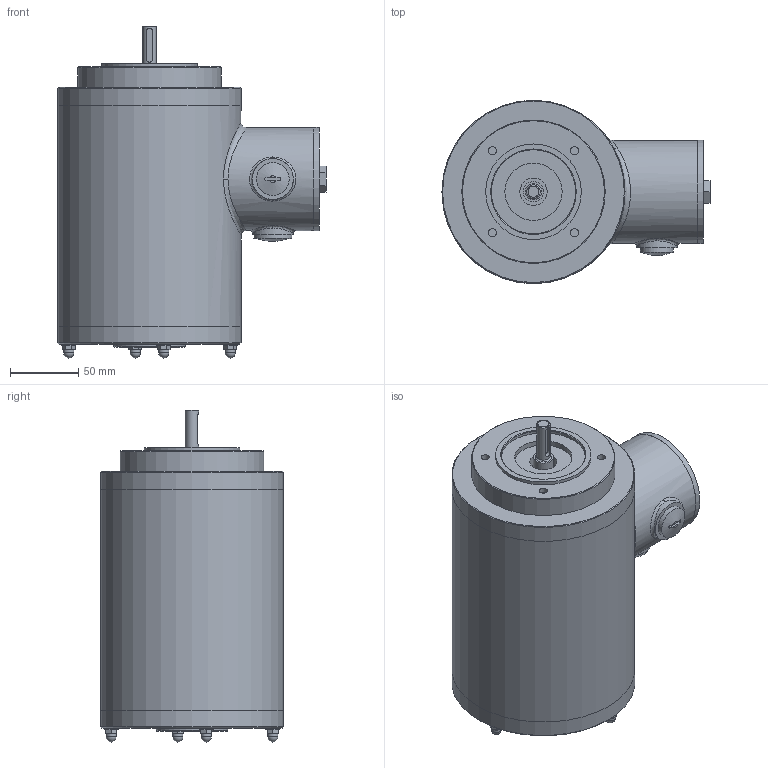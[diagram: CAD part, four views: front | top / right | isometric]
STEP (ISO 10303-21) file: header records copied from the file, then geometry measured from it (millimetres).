
FILE_DESCRIPTION(('Bauteilbeschreibung','HiCAD-Model','HiCAD-STEP-TRANSLATION','Bauteilbeschreibung'),'2;1');
FILE_NAME('TENV 71-2B IMB14 FT85 0,55KW.STP','2011-12-15T08:15:09+00:00',('Konstrukteur'),('Konstrukteur Firma GmbH'),' HiCAD 2010, Step 1502.0 ','HiCAD 2010','confidential');
FILE_SCHEMA(('AUTOMOTIVE_DESIGN { 1 2 10303 214 0 1 1 1 }'));
Length unit declared in the file: millimetre
Products named in the file (18): TENV 71_2B IMB14 FT85 0_55KW; TENV 71_4B IMB5 FF100_BG; AB_SCH; DECKEL75_5; DECKEL24; DECKEK28; NORMTEILGRUPPE _0; ISO 7090_5_200 HV_SCHEIBEN_0; ISO070900502000HV0SCHEIBEN00; ISO070900502000HV0SCHEIBEN000; ISO070900502000HV0SCHEIBEN001; DIN_1587_M5; DIN015870M5; DIN015870M50; DIN015870M51; FLANSCH B14; WELLE; GEH_USE
Assembly tree (17 placements, depth 4):
  TENV 71_2B IMB14 FT85 0_55KW
    TENV 71_4B IMB5 FF100_BG
      AB_SCH
      DECKEL75_5
      DECKEL24
      DECKEK28
      NORMTEILGRUPPE _0
        ISO 7090_5_200 HV_SCHEIBEN_0
        ISO070900502000HV0SCHEIBEN00
        ISO070900502000HV0SCHEIBEN000
        ISO070900502000HV0SCHEIBEN001
      DIN_1587_M5
      DIN015870M5
      DIN015870M50
      DIN015870M51
      FLANSCH B14
      WELLE
      GEH_USE
Bounding box: 196.25 x 134 x 243 mm (x, y, z)
Volume: 518496.3 mm3; surface area: 277084.7 mm2
Topology: 15 solids, 15 shells, 230 faces, 501 edges, 334 vertices
Faces by surface type: plane 118, cylinder 74, cone 20, torus 8, bspline 6, sphere 4
Full cylindrical faces by diameter (mm): 5 x8, 5.3 x4, 6 x4, 7.5 x4, 10 x5, 14.8 x1, 15 x1, 15.8 x1, 20 x5, 24 x1, 28 x1, 30 x3, 42 x1, 52.5 x1, 61.592 x1, 65 x1, 70 x1, 72 x2, 75.4 x1, 75.5 x1, 105 x1, 124 x1, 126 x1, 127.4 x1, 130 x2, 131 x2, 134 x3
Entity records: 13327 total; most frequent: CARTESIAN_POINT 6551, DIRECTION 1014, ORIENTED_EDGE 760, AXIS2_PLACEMENT_3D 429, EDGE_CURVE 380, EDGE_LOOP 374, COLOUR_RGB 356, PRESENTATION_STYLE_ASSIGNMENT 356
